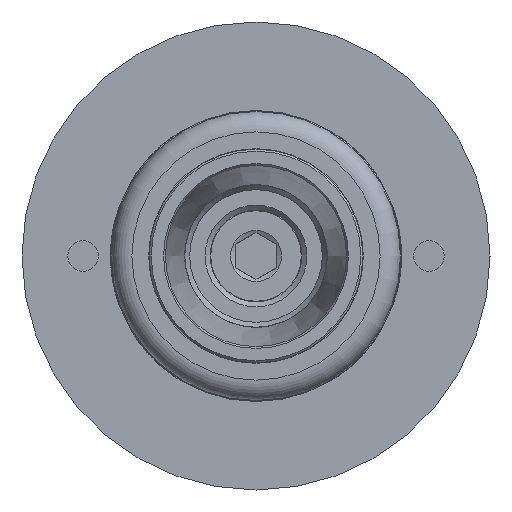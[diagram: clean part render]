
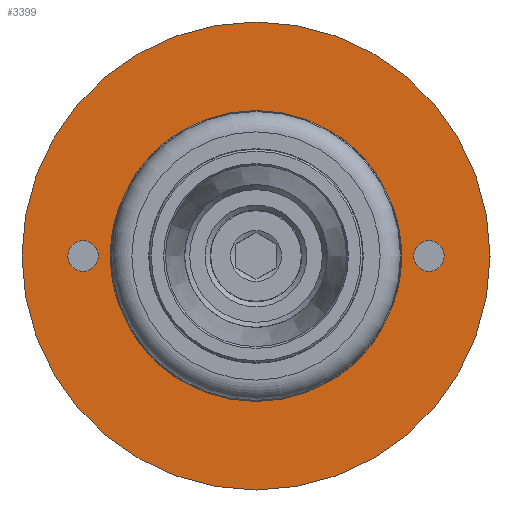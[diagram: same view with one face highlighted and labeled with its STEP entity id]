
A CAD part, left-side view. The second image highlights one B-rep face of the part: STEP entity #3399.
In plain terms, the highlighted planar face has unit normal (-1, 0, 0).
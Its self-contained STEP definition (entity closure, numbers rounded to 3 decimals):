
#184=FACE_BOUND('',#1215,.T.);
#185=FACE_BOUND('',#1216,.T.);
#186=FACE_BOUND('',#1217,.T.);
#997=FACE_OUTER_BOUND('',#1214,.T.);
#1214=EDGE_LOOP('',(#2829));
#1215=EDGE_LOOP('',(#2830));
#1216=EDGE_LOOP('',(#2831));
#1217=EDGE_LOOP('',(#2832));
#1391=CIRCLE('',#3722,23.);
#1392=CIRCLE('',#3723,8.);
#1393=CIRCLE('',#3724,1.5);
#1394=CIRCLE('',#3725,1.5);
#1630=VERTEX_POINT('',#6608);
#1631=VERTEX_POINT('',#6610);
#1632=VERTEX_POINT('',#6612);
#1633=VERTEX_POINT('',#6614);
#2047=EDGE_CURVE('',#1630,#1630,#1391,.T.);
#2048=EDGE_CURVE('',#1631,#1631,#1392,.T.);
#2049=EDGE_CURVE('',#1632,#1632,#1393,.T.);
#2050=EDGE_CURVE('',#1633,#1633,#1394,.T.);
#2829=ORIENTED_EDGE('',*,*,#2047,.F.);
#2830=ORIENTED_EDGE('',*,*,#2048,.F.);
#2831=ORIENTED_EDGE('',*,*,#2049,.T.);
#2832=ORIENTED_EDGE('',*,*,#2050,.T.);
#3221=PLANE('',#3721);
#3399=ADVANCED_FACE('',(#997,#184,#185,#186),#3221,.T.);
#3721=AXIS2_PLACEMENT_3D('',#6607,#4434,#4435);
#3722=AXIS2_PLACEMENT_3D('',#6609,#4436,#4437);
#3723=AXIS2_PLACEMENT_3D('',#6611,#4438,#4439);
#3724=AXIS2_PLACEMENT_3D('',#6613,#4440,#4441);
#3725=AXIS2_PLACEMENT_3D('',#6615,#4442,#4443);
#4434=DIRECTION('center_axis',(-1.,0.,0.));
#4435=DIRECTION('ref_axis',(0.,0.,1.));
#4436=DIRECTION('center_axis',(1.,0.,0.));
#4437=DIRECTION('ref_axis',(0.,1.,0.));
#4438=DIRECTION('center_axis',(-1.,0.,0.));
#4439=DIRECTION('ref_axis',(0.,0.,1.));
#4440=DIRECTION('center_axis',(1.,0.,0.));
#4441=DIRECTION('ref_axis',(0.,0.,1.));
#4442=DIRECTION('center_axis',(1.,0.,0.));
#4443=DIRECTION('ref_axis',(0.,0.,1.));
#6607=CARTESIAN_POINT('Origin',(0.,17.75,0.));
#6608=CARTESIAN_POINT('',(0.,-23.,0.));
#6609=CARTESIAN_POINT('Origin',(0.,0.,
0.));
#6610=CARTESIAN_POINT('',(0.,0.,-8.));
#6611=CARTESIAN_POINT('Origin',(0.,0.,0.));
#6612=CARTESIAN_POINT('',(0.,-17.,-1.5));
#6613=CARTESIAN_POINT('Origin',(0.,-17.,0.));
#6614=CARTESIAN_POINT('',(0.,17.,-1.5));
#6615=CARTESIAN_POINT('Origin',(0.,17.,0.));
